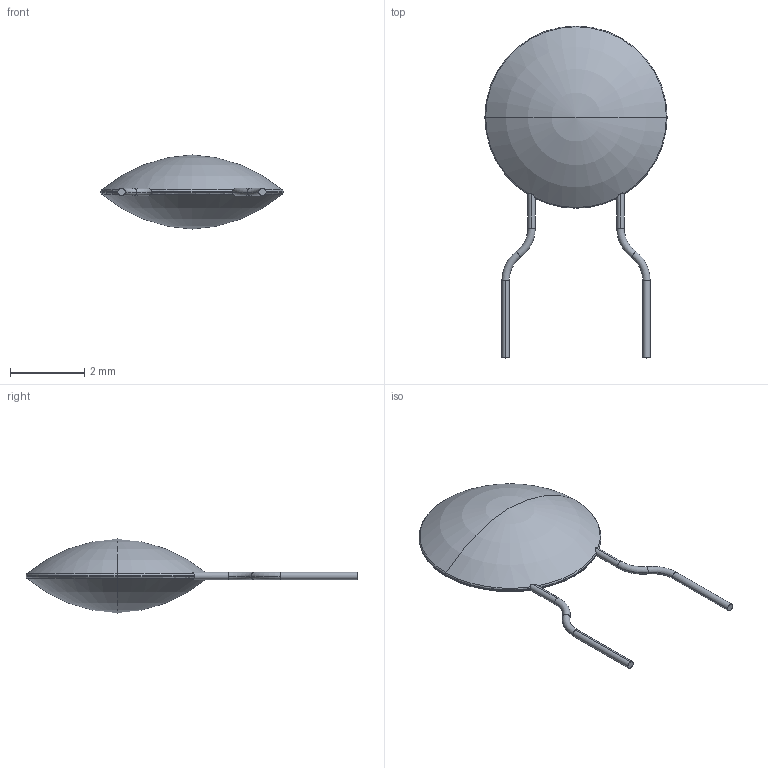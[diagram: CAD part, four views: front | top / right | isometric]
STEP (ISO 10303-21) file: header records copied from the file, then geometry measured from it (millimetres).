
FILE_DESCRIPTION (( 'STEP AP214' ), '1' );
FILE_NAME ('User Library-Ceramic Capacitor 5x3.75mm.STEP', '2019-04-03T04:13:52', ( '' ), ( '' ), 'SwSTEP 2.0', 'SolidWorks 2019', '' );
FILE_SCHEMA (( 'AUTOMOTIVE_DESIGN' ));
Length unit declared in the file: millimetre
Products named in the file (1): User Library-Ceramic Capacitor 5x3.75mm
Bounding box: 4.92 x 8.96 x 2 mm (x, y, z)
Volume: 20.3 mm3; surface area: 50.3 mm2
Topology: 1 solids, 1 shells, 34 faces, 88 edges, 52 vertices
Faces by surface type: torus 20, cylinder 12, plane 2
Entity records: 1502 total; most frequent: CARTESIAN_POINT 301, DIRECTION 188, ORIENTED_EDGE 168, AXIS2_PLACEMENT_3D 89, EDGE_CURVE 84, CIRCLE 54, VERTEX_POINT 52, UNCERTAINTY_MEASURE_WITH_UNIT 35
